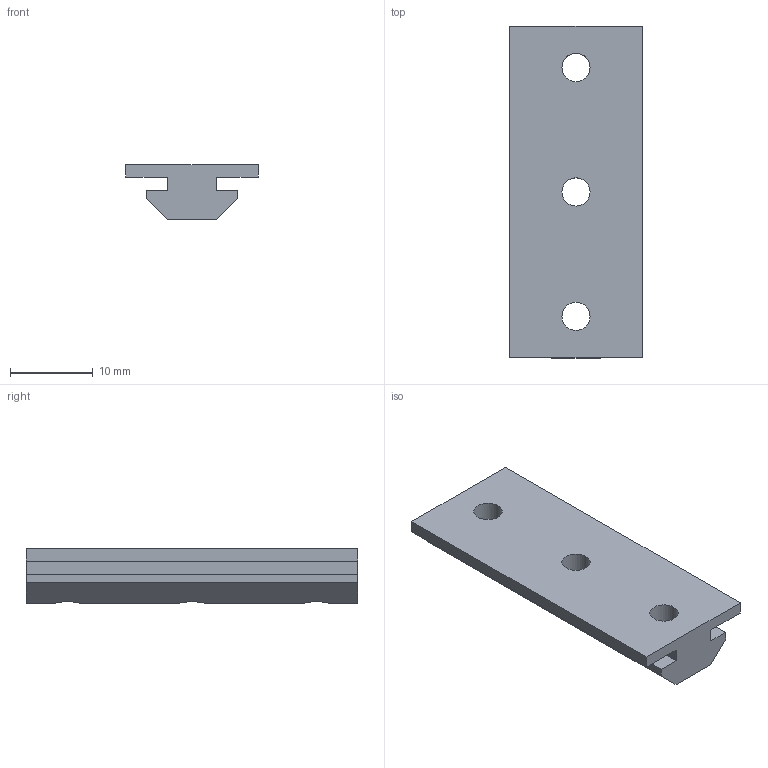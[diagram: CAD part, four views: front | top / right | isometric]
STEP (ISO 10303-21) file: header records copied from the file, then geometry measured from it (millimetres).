
FILE_DESCRIPTION (( 'STEP AP214' ), '1' );
FILE_NAME ('coulisseau.STEP', '2022-11-13T15:03:16', ( '' ), ( '' ), 'SwSTEP 2.0', 'SolidWorks 2021', '' );
FILE_SCHEMA (( 'AUTOMOTIVE_DESIGN' ));
Length unit declared in the file: millimetre
Products named in the file (1): coulisseau
Bounding box: 16 x 40 x 6.6 mm (x, y, z)
Volume: 2360.1 mm3; surface area: 2382.9 mm2
Topology: 1 solids, 1 shells, 35 faces, 105 edges, 68 vertices
Faces by surface type: plane 19, cylinder 8, cone 8
Entity records: 1256 total; most frequent: CARTESIAN_POINT 293, ORIENTED_EDGE 210, DIRECTION 180, EDGE_CURVE 105, VERTEX_POINT 68, LINE 62, VECTOR 62, AXIS2_PLACEMENT_3D 59
